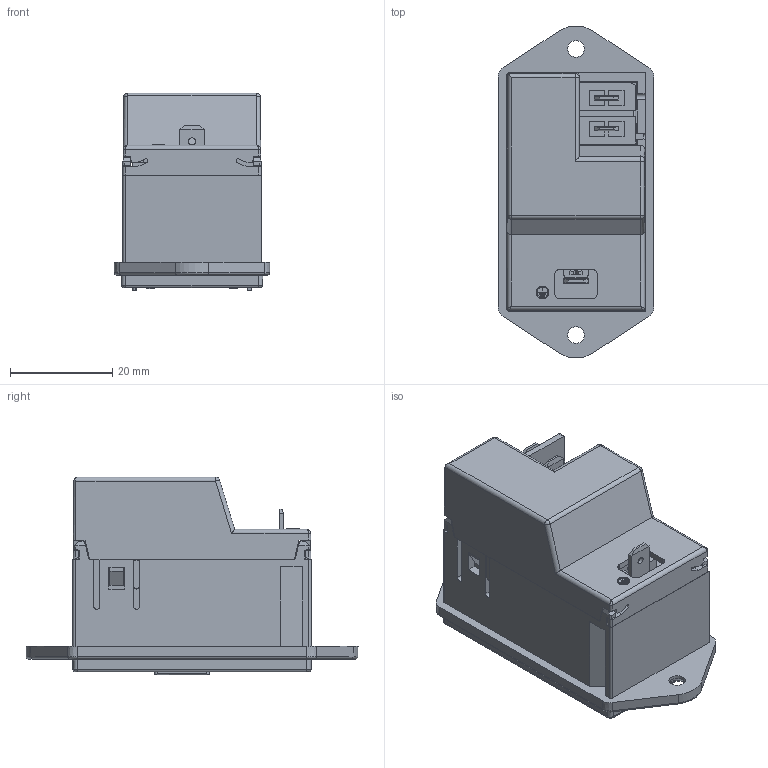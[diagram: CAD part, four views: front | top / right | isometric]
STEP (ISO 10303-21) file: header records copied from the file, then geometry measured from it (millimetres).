
FILE_DESCRIPTION(/* description */ (''),/* implementation_level */ '2;1');
FILE_NAME(/* name */ 'Power inlet v2.step',/* time_stamp */ '2022-05-23T10:47:02+02:00',/* author */ (''),/* organization */ (''),/* preprocessor_version */ 'ST-DEVELOPER v18.1',/* originating_system */ 'Autodesk Translation Framework v10.14.0.1471',/* authorisation */ '');
FILE_SCHEMA (('AUTOMOTIVE_DESIGN { 1 0 10303 214 3 1 1 }'));
Length unit declared in the file: millimetre
Products named in the file (1): CP10013
Bounding box: 30.5 x 64.96 x 38.7 mm (x, y, z)
Volume: 20869.3 mm3; surface area: 24262.4 mm2
Topology: 1 solids, 1 shells, 968 faces, 2656 edges, 1680 vertices
Faces by surface type: plane 651, cylinder 211, bspline 43, torus 24, cone 24, sphere 15
Full cylindrical faces by diameter (mm): 1.4 x5, 2.14 x1, 2.5 x2, 3 x2, 3.25 x2, 3.5 x1, 6.3 x2, 7.3 x1, 7.5 x1
Entity records: 35518 total; most frequent: CARTESIAN_POINT 10660, ORIENTED_EDGE 5278, DIRECTION 4957, EDGE_CURVE 2639, LINE 2061, VECTOR 2061, VERTEX_POINT 1680, AXIS2_PLACEMENT_3D 1448
